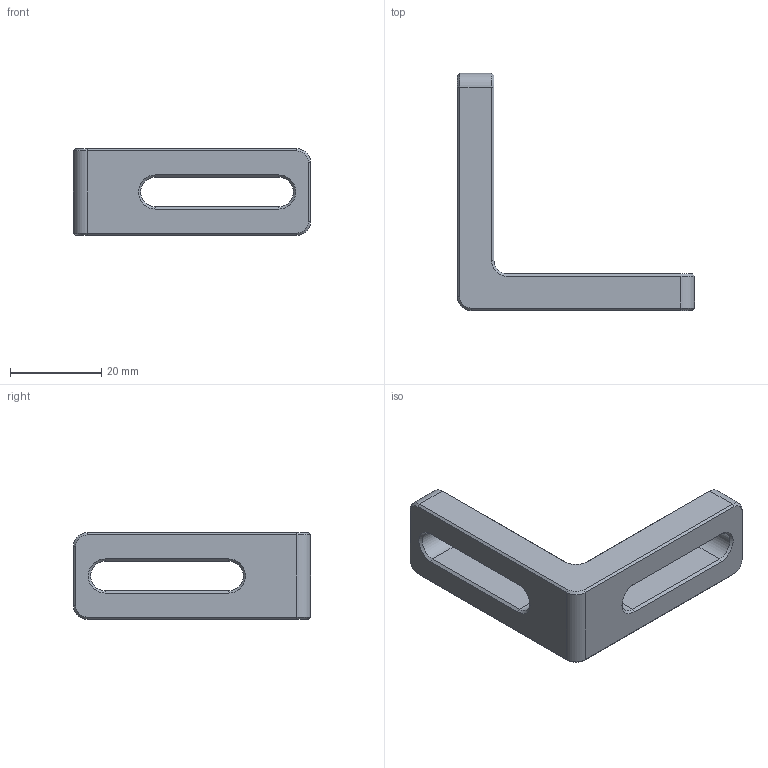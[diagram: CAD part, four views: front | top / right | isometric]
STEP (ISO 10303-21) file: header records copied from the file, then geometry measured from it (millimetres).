
FILE_DESCRIPTION (( 'STEP AP203' ), '1' );
FILE_NAME ('GCM-AB0102M.STEP', '2019-07-01T02:53:13', ( '' ), ( '' ), 'SwSTEP 2.0', 'SolidWorks 2015', '' );
FILE_SCHEMA (( 'CONFIG_CONTROL_DESIGN' ));
Length unit declared in the file: millimetre
Products named in the file (1): GCM-AB0102M
Bounding box: 52 x 52 x 19 mm (x, y, z)
Volume: 11098.2 mm3; surface area: 5521.7 mm2
Topology: 1 solids, 1 shells, 63 faces, 143 edges, 82 vertices
Faces by surface type: plane 32, cone 20, cylinder 11
Entity records: 1804 total; most frequent: DIRECTION 313, CARTESIAN_POINT 289, ORIENTED_EDGE 286, EDGE_CURVE 143, AXIS2_PLACEMENT_3D 106, VECTOR 101, LINE 101, VERTEX_POINT 82
